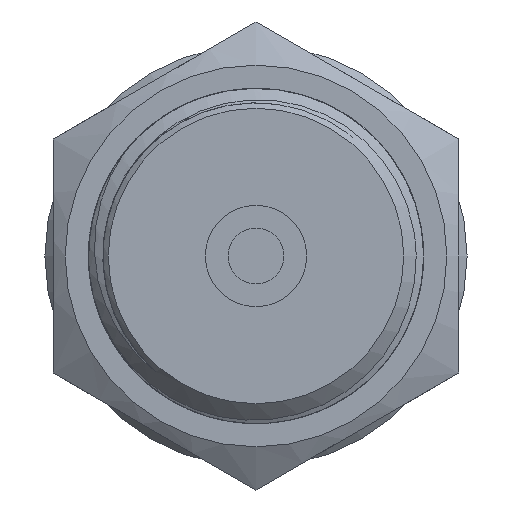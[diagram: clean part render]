
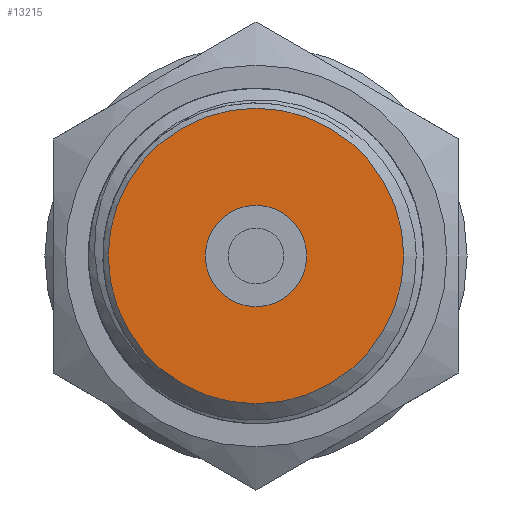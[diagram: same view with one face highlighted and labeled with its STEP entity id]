
A CAD part, left-side view. The second image highlights one B-rep face of the part: STEP entity #13215.
In plain terms, the highlighted planar face has unit normal (-1, 0, 0).
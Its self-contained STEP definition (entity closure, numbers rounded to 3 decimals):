
#193=PLANE('',#13867);
#441=FACE_BOUND('',#1834,.T.);
#1056=FACE_OUTER_BOUND('',#1833,.T.);
#1833=EDGE_LOOP('',(#10279));
#1834=EDGE_LOOP('',(#10280));
#2367=CIRCLE('',#13866,3.);
#2368=CIRCLE('',#13868,8.75);
#5828=VERTEX_POINT('',#25530);
#5829=VERTEX_POINT('',#25534);
#7446=EDGE_CURVE('',#5828,#5828,#2367,.T.);
#7448=EDGE_CURVE('',#5829,#5829,#2368,.T.);
#10279=ORIENTED_EDGE('',*,*,#7448,.F.);
#10280=ORIENTED_EDGE('',*,*,#7446,.T.);
#13215=ADVANCED_FACE('',(#1056,#441),#193,.T.);
#13866=AXIS2_PLACEMENT_3D('',#25531,#14970,#14971);
#13867=AXIS2_PLACEMENT_3D('',#25533,#14973,#14974);
#13868=AXIS2_PLACEMENT_3D('',#25535,#14975,#14976);
#14970=DIRECTION('center_axis',(1.,0.,0.));
#14971=DIRECTION('ref_axis',(0.,0.,-1.));
#14973=DIRECTION('center_axis',(-1.,0.,0.));
#14974=DIRECTION('ref_axis',(0.,0.,1.));
#14975=DIRECTION('center_axis',(1.,0.,0.));
#14976=DIRECTION('ref_axis',(0.,0.,-1.));
#25530=CARTESIAN_POINT('',(3.,-3.,0.));
#25531=CARTESIAN_POINT('Origin',(3.,0.,0.));
#25533=CARTESIAN_POINT('Origin',(3.,8.75,0.));
#25534=CARTESIAN_POINT('',(3.,-8.75,0.));
#25535=CARTESIAN_POINT('Origin',(3.,0.,0.));
